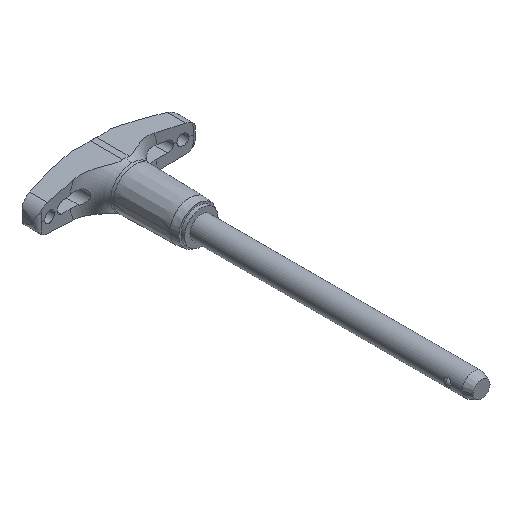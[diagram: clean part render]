
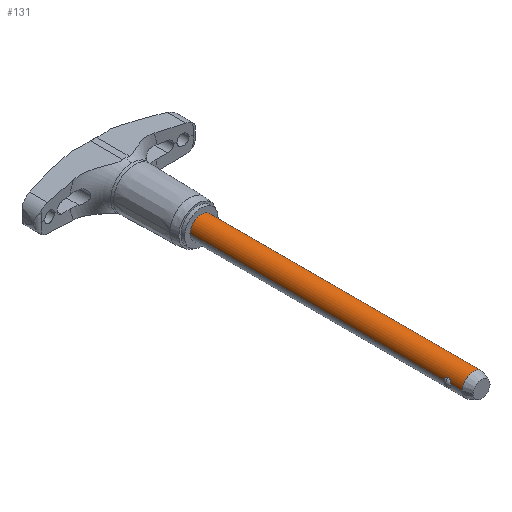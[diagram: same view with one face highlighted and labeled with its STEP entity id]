
A CAD part, isometric view. The second image highlights one B-rep face of the part: STEP entity #131.
In plain terms, the highlighted cylindrical face has radius 3.175 mm (diameter 6.35 mm), a partial arc.
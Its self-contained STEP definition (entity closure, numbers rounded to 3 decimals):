
#131=ADVANCED_FACE('',(#314),#315,.T.);
#314=FACE_OUTER_BOUND('',#553,.T.);
#315=CYLINDRICAL_SURFACE('',#554,3.175);
#553=EDGE_LOOP('',(#885,#886,#887,#888,#889,#890,#891,#892,#893,#894));
#554=AXIS2_PLACEMENT_3D('',#895,#896,#897);
#885=ORIENTED_EDGE('',*,*,#1498,.T.);
#886=ORIENTED_EDGE('',*,*,#1546,.T.);
#887=ORIENTED_EDGE('',*,*,#1547,.T.);
#888=ORIENTED_EDGE('',*,*,#1505,.T.);
#889=ORIENTED_EDGE('',*,*,#1548,.F.);
#890=ORIENTED_EDGE('',*,*,#1503,.T.);
#891=ORIENTED_EDGE('',*,*,#1549,.T.);
#892=ORIENTED_EDGE('',*,*,#1515,.T.);
#893=ORIENTED_EDGE('',*,*,#1500,.T.);
#894=ORIENTED_EDGE('',*,*,#1474,.T.);
#895=CARTESIAN_POINT('',(0.0,-39.243,0.0));
#896=DIRECTION('',(-0.0,1.0,0.0));
#897=DIRECTION('',(1.0,0.0,0.0));
#1474=EDGE_CURVE('',#1775,#1773,#1776,.T.);
#1498=EDGE_CURVE('',#1773,#1817,#1818,.T.);
#1500=EDGE_CURVE('',#1820,#1775,#1821,.T.);
#1503=EDGE_CURVE('',#1826,#1824,#1827,.T.);
#1505=EDGE_CURVE('',#1830,#1828,#1831,.T.);
#1515=EDGE_CURVE('',#1844,#1820,#1846,.T.);
#1546=EDGE_CURVE('',#1817,#1896,#1897,.T.);
#1547=EDGE_CURVE('',#1896,#1830,#1898,.T.);
#1548=EDGE_CURVE('',#1826,#1828,#1899,.T.);
#1549=EDGE_CURVE('',#1824,#1844,#1900,.T.);
#1773=VERTEX_POINT('',#2304);
#1775=VERTEX_POINT('',#2307);
#1776=CIRCLE('',#2308,3.175);
#1817=VERTEX_POINT('',#2467);
#1818=LINE('',#2468,#2469);
#1820=VERTEX_POINT('',#2471);
#1821=LINE('',#2472,#2473);
#1824=VERTEX_POINT('',#2489);
#1826=VERTEX_POINT('',#2504);
#1827=LINE('',#2505,#2506);
#1828=VERTEX_POINT('',#2507);
#1830=VERTEX_POINT('',#2509);
#1831=LINE('',#2510,#2511);
#1844=VERTEX_POINT('',#2552);
#1846=B_SPLINE_CURVE_WITH_KNOTS('',3,(#2554,#2555,#2556,#2557,#2558,#2559,#2560,#2561,#2562,#2563,#2564,#2565,#2566,#2567),.UNSPECIFIED.,.F.,.F.,(4,2,2,2,2,2,4),(0.0,0.342,0.684,0.852,1.02,1.311,1.601),.UNSPECIFIED.);
#1896=VERTEX_POINT('',#2742);
#1897=B_SPLINE_CURVE_WITH_KNOTS('',3,(#2743,#2744,#2745,#2746,#2747,#2748,#2749,#2750,#2751,#2752,#2753,#2754,#2755,#2756),.UNSPECIFIED.,.F.,.F.,(4,2,2,2,2,2,4),(1.601,1.892,2.183,2.351,2.519,2.861,3.203),.UNSPECIFIED.);
#1898=B_SPLINE_CURVE_WITH_KNOTS('',3,(#2757,#2758,#2759,#2760,#2761,#2762,#2763,#2764,#2765,#2766,#2767,#2768,#2769,#2770),.UNSPECIFIED.,.F.,.F.,(4,2,2,2,2,2,4),(3.203,3.545,3.887,4.055,4.223,4.514,4.804),.UNSPECIFIED.);
#1899=CIRCLE('',#2771,3.175);
#1900=B_SPLINE_CURVE_WITH_KNOTS('',3,(#2772,#2773,#2774,#2775,#2776,#2777,#2778,#2779,#2780,#2781,#2782,#2783,#2784,#2785),.UNSPECIFIED.,.F.,.F.,(4,2,2,2,2,2,4),(4.804,5.095,5.386,5.554,5.722,6.064,6.406),.UNSPECIFIED.);
#2304=CARTESIAN_POINT('',(3.175,-76.276,0.0));
#2307=CARTESIAN_POINT('',(-3.175,-76.276,0.));
#2308=AXIS2_PLACEMENT_3D('',#3872,#3873,#3874);
#2467=CARTESIAN_POINT('',(3.175,-73.113,0.));
#2468=CARTESIAN_POINT('',(3.175,-39.243,0.));
#2469=VECTOR('',#3896,1.0);
#2471=CARTESIAN_POINT('',(-3.175,-73.113,0.));
#2472=CARTESIAN_POINT('',(-3.175,-39.243,0.));
#2473=VECTOR('',#3900,1.0);
#2489=CARTESIAN_POINT('',(-3.175,-71.12,0.));
#2504=CARTESIAN_POINT('',(-3.175,0.0,0.));
#2505=CARTESIAN_POINT('',(-3.175,-39.243,0.));
#2506=VECTOR('',#3901,1.0);
#2507=CARTESIAN_POINT('',(3.175,0.0,0.0));
#2509=CARTESIAN_POINT('',(3.175,-71.12,0.));
#2510=CARTESIAN_POINT('',(3.175,-39.243,0.));
#2511=VECTOR('',#3905,1.0);
#2552=CARTESIAN_POINT('',(-2.97,-72.116,1.123));
#2554=CARTESIAN_POINT('',(-2.97,-72.116,1.123));
#2555=CARTESIAN_POINT('',(-2.97,-72.23,1.123));
#2556=CARTESIAN_POINT('',(-2.979,-72.351,1.1));
#2557=CARTESIAN_POINT('',(-3.011,-72.574,1.01));
#2558=CARTESIAN_POINT('',(-3.033,-72.676,0.942));
#2559=CARTESIAN_POINT('',(-3.065,-72.798,0.828));
#2560=CARTESIAN_POINT('',(-3.077,-72.838,0.783));
#2561=CARTESIAN_POINT('',(-3.1,-72.911,0.687));
#2562=CARTESIAN_POINT('',(-3.111,-72.943,0.636));
#2563=CARTESIAN_POINT('',(-3.136,-73.015,0.503));
#2564=CARTESIAN_POINT('',(-3.151,-73.052,0.405));
#2565=CARTESIAN_POINT('',(-3.17,-73.102,0.202));
#2566=CARTESIAN_POINT('',(-3.175,-73.113,0.097));
#2567=CARTESIAN_POINT('',(-3.175,-73.113,0.));
#2742=CARTESIAN_POINT('',(2.97,-72.116,1.123));
#2743=CARTESIAN_POINT('',(3.175,-73.113,0.));
#2744=CARTESIAN_POINT('',(3.175,-73.113,0.097));
#2745=CARTESIAN_POINT('',(3.17,-73.102,0.202));
#2746=CARTESIAN_POINT('',(3.151,-73.052,0.405));
#2747=CARTESIAN_POINT('',(3.136,-73.015,0.503));
#2748=CARTESIAN_POINT('',(3.111,-72.943,0.636));
#2749=CARTESIAN_POINT('',(3.1,-72.911,0.687));
#2750=CARTESIAN_POINT('',(3.077,-72.838,0.783));
#2751=CARTESIAN_POINT('',(3.065,-72.798,0.828));
#2752=CARTESIAN_POINT('',(3.033,-72.676,0.942));
#2753=CARTESIAN_POINT('',(3.011,-72.574,1.01));
#2754=CARTESIAN_POINT('',(2.979,-72.351,1.1));
#2755=CARTESIAN_POINT('',(2.97,-72.23,1.123));
#2756=CARTESIAN_POINT('',(2.97,-72.116,1.123));
#2757=CARTESIAN_POINT('',(2.97,-72.116,1.123));
#2758=CARTESIAN_POINT('',(2.97,-72.002,1.123));
#2759=CARTESIAN_POINT('',(2.979,-71.881,1.1));
#2760=CARTESIAN_POINT('',(3.011,-71.659,1.01));
#2761=CARTESIAN_POINT('',(3.033,-71.557,0.942));
#2762=CARTESIAN_POINT('',(3.065,-71.435,0.828));
#2763=CARTESIAN_POINT('',(3.077,-71.395,0.783));
#2764=CARTESIAN_POINT('',(3.1,-71.322,0.687));
#2765=CARTESIAN_POINT('',(3.111,-71.289,0.636));
#2766=CARTESIAN_POINT('',(3.136,-71.218,0.503));
#2767=CARTESIAN_POINT('',(3.151,-71.181,0.405));
#2768=CARTESIAN_POINT('',(3.17,-71.131,0.202));
#2769=CARTESIAN_POINT('',(3.175,-71.12,0.097));
#2770=CARTESIAN_POINT('',(3.175,-71.12,0.));
#2771=AXIS2_PLACEMENT_3D('',#3943,#3944,#3945);
#2772=CARTESIAN_POINT('',(-3.175,-71.12,0.));
#2773=CARTESIAN_POINT('',(-3.175,-71.12,0.097));
#2774=CARTESIAN_POINT('',(-3.17,-71.131,0.202));
#2775=CARTESIAN_POINT('',(-3.151,-71.181,0.405));
#2776=CARTESIAN_POINT('',(-3.136,-71.218,0.503));
#2777=CARTESIAN_POINT('',(-3.111,-71.289,0.636));
#2778=CARTESIAN_POINT('',(-3.1,-71.322,0.687));
#2779=CARTESIAN_POINT('',(-3.077,-71.395,0.783));
#2780=CARTESIAN_POINT('',(-3.065,-71.435,0.828));
#2781=CARTESIAN_POINT('',(-3.033,-71.557,0.942));
#2782=CARTESIAN_POINT('',(-3.011,-71.659,1.01));
#2783=CARTESIAN_POINT('',(-2.979,-71.881,1.1));
#2784=CARTESIAN_POINT('',(-2.97,-72.002,1.123));
#2785=CARTESIAN_POINT('',(-2.97,-72.116,1.123));
#3872=CARTESIAN_POINT('',(0.0,-76.276,0.0));
#3873=DIRECTION('',(0.,1.0,0.0));
#3874=DIRECTION('',(1.0,0.,0.0));
#3896=DIRECTION('',(0.0,1.0,0.0));
#3900=DIRECTION('',(-0.0,-1.0,-0.0));
#3901=DIRECTION('',(-0.0,-1.0,-0.0));
#3905=DIRECTION('',(0.0,1.0,0.0));
#3943=CARTESIAN_POINT('',(0.0,0.0,0.0));
#3944=DIRECTION('',(-0.0,1.0,0.0));
#3945=DIRECTION('',(1.0,0.0,0.0));
